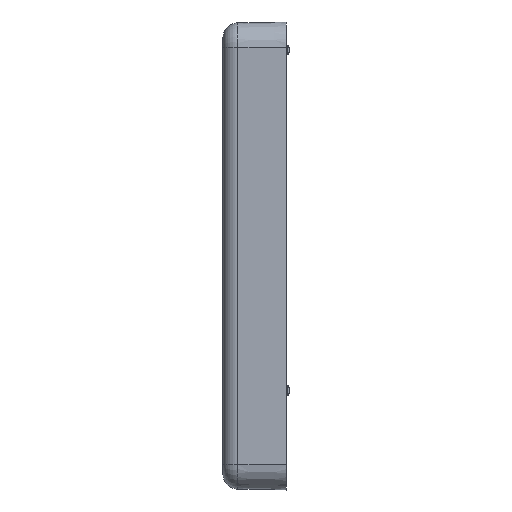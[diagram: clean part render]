
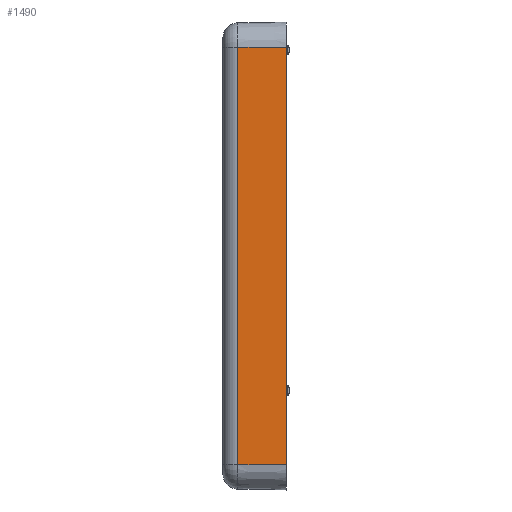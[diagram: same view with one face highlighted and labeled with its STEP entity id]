
A CAD part, left-side view. The second image highlights one B-rep face of the part: STEP entity #1490.
In plain terms, the highlighted planar face has unit normal (-1, 0.018, 0).
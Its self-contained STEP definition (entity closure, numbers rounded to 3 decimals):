
#1022 = VERTEX_POINT ( 'NONE', #14453 ) ;
#1490 = ADVANCED_FACE ( 'NONE', ( #12197 ), #8348, .T. ) ;
#1878 = DIRECTION ( 'NONE',  ( 0., 0., -1. ) ) ;
#1964 = DIRECTION ( 'NONE',  ( 0.017, 1., 0. ) ) ;
#1994 = VECTOR ( 'NONE', #1964, 1000. ) ;
#2308 = EDGE_CURVE ( 'NONE', #7509, #11817, #12161, .T. ) ;
#2749 = DIRECTION ( 'NONE',  ( -0.017, -1., 0. ) ) ;
#2784 = EDGE_LOOP ( 'NONE', ( #14854, #7492, #16007, #7253 ) ) ;
#3206 = VECTOR ( 'NONE', #7333, 1000. ) ;
#3563 = CARTESIAN_POINT ( 'NONE',  ( -27.83, -7.55, 24.8 ) ) ;
#4968 = VECTOR ( 'NONE', #2749, 1000. ) ;
#5142 = LINE ( 'NONE', #9096, #4968 ) ;
#6186 = EDGE_CURVE ( 'NONE', #1022, #7509, #8477, .T. ) ;
#7173 = CARTESIAN_POINT ( 'NONE',  ( -27.729, -1.769, 24.8 ) ) ;
#7253 = ORIENTED_EDGE ( 'NONE', *, *, #7494, .F. ) ;
#7333 = DIRECTION ( 'NONE',  ( 0., 0., -1. ) ) ;
#7426 = LINE ( 'NONE', #3563, #3206 ) ;
#7492 = ORIENTED_EDGE ( 'NONE', *, *, #2308, .T. ) ;
#7494 = EDGE_CURVE ( 'NONE', #1022, #11526, #7426, .T. ) ;
#7509 = VERTEX_POINT ( 'NONE', #7173 ) ;
#8092 = CARTESIAN_POINT ( 'NONE',  ( -27.8, -5.85, 0. ) ) ;
#8348 = PLANE ( 'NONE',  #8757 ) ;
#8376 = CARTESIAN_POINT ( 'NONE',  ( -27.83, -7.55, -24.8 ) ) ;
#8477 = LINE ( 'NONE', #13716, #1994 ) ;
#8757 = AXIS2_PLACEMENT_3D ( 'NONE', #8092, #14788, #14947 ) ;
#9096 = CARTESIAN_POINT ( 'NONE',  ( -27.8, -5.85, -24.8 ) ) ;
#11526 = VERTEX_POINT ( 'NONE', #8376 ) ;
#11817 = VERTEX_POINT ( 'NONE', #12997 ) ;
#12161 = LINE ( 'NONE', #13369, #14477 ) ;
#12197 = FACE_OUTER_BOUND ( 'NONE', #2784, .T. ) ;
#12997 = CARTESIAN_POINT ( 'NONE',  ( -27.729, -1.769, -24.8 ) ) ;
#13369 = CARTESIAN_POINT ( 'NONE',  ( -27.729, -1.769, 0. ) ) ;
#13642 = EDGE_CURVE ( 'NONE', #11817, #11526, #5142, .T. ) ;
#13716 = CARTESIAN_POINT ( 'NONE',  ( -27.8, -5.85, 24.8 ) ) ;
#14453 = CARTESIAN_POINT ( 'NONE',  ( -27.83, -7.55, 24.8 ) ) ;
#14477 = VECTOR ( 'NONE', #1878, 1000. ) ;
#14788 = DIRECTION ( 'NONE',  ( -1., 0.017, 0. ) ) ;
#14854 = ORIENTED_EDGE ( 'NONE', *, *, #6186, .T. ) ;
#14947 = DIRECTION ( 'NONE',  ( 0., 0., 1. ) ) ;
#16007 = ORIENTED_EDGE ( 'NONE', *, *, #13642, .T. ) ;
